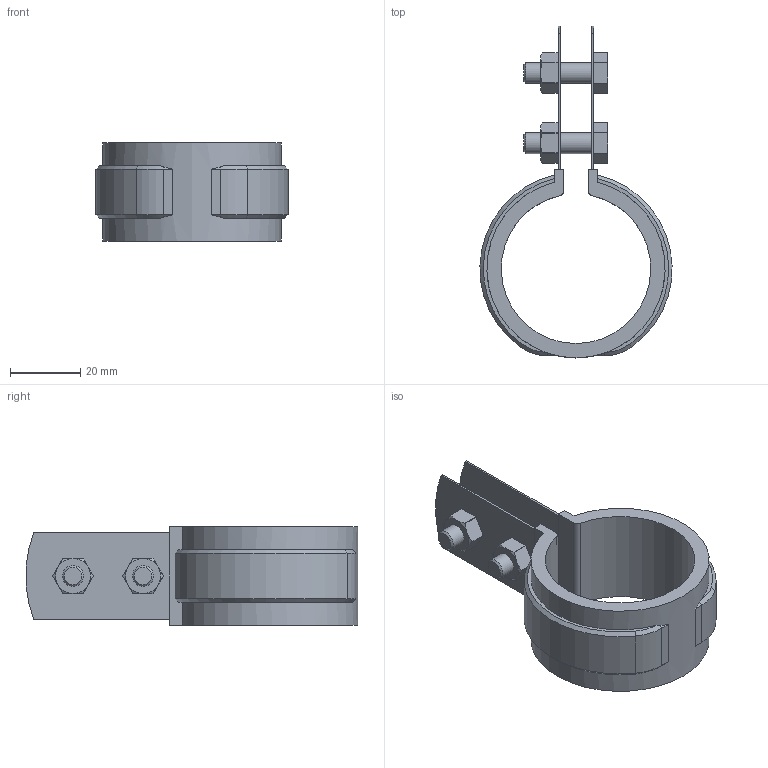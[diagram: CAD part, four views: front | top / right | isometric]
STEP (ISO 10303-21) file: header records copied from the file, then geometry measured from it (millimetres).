
FILE_DESCRIPTION( ( 'STEP AP203' ), '1' );
FILE_NAME( '40SU.step', '2022-07-15T06:39:08', ( ' ' ), ( ' ' ), 'XStep 1.0', ' ', ' ' );
FILE_SCHEMA( ( 'CONFIG_CONTROL_DESIGN' ) );
Length unit declared in the file: millimetre
Products named in the file (6): 1; 2; 3; 4; 5; 6
Bounding box: 54.86 x 94.75 x 28 mm (x, y, z)
Volume: 23804.9 mm3; surface area: 32619 mm2
Topology: 6 solids, 6 shells, 208 faces, 576 edges, 378 vertices
Faces by surface type: plane 82, cylinder 72, cone 26, offset 20, bspline 8
Full cylindrical faces by diameter (mm): 4.917 x2, 6 x2, 7 x4
Entity records: 10758 total; most frequent: CARTESIAN_POINT 5490, ORIENTED_EDGE 1120, DIRECTION 888, EDGE_CURVE 560, VERTEX_POINT 376, AXIS2_PLACEMENT_3D 336, EDGE_LOOP 254, FACE_OUTER_BOUND 216
